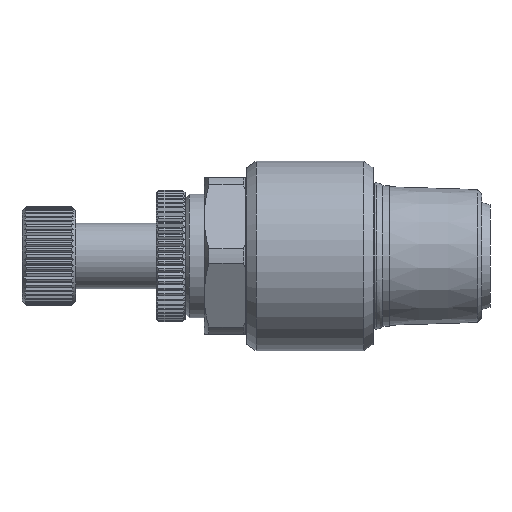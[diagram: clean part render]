
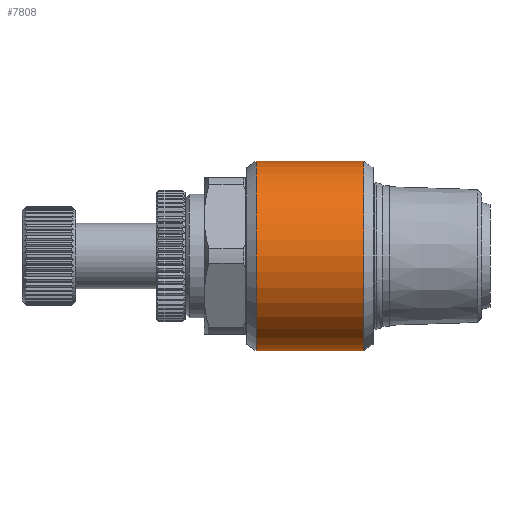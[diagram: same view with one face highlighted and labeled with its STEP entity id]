
A CAD part, left-side view. The second image highlights one B-rep face of the part: STEP entity #7808.
In plain terms, the highlighted cylindrical face has radius 11.5 mm (diameter 23 mm), a partial arc.
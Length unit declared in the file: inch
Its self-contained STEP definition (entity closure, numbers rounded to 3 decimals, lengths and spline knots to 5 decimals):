
#2073 = CARTESIAN_POINT ( 'NONE',  ( 0., 0.78543, 0.45276 ) ) ;
#2222 = VERTEX_POINT ( 'NONE', #6008 ) ;
#2226 = EDGE_CURVE ( 'NONE', #14047, #14507, #11015, .T. ) ;
#5474 = DIRECTION ( 'NONE',  ( 0., 1., 0. ) ) ;
#6008 = CARTESIAN_POINT ( 'NONE',  ( 0., 0.52756, 0.45276 ) ) ;
#7000 = DIRECTION ( 'NONE',  ( 0., 1., 0. ) ) ;
#7610 = CARTESIAN_POINT ( 'NONE',  ( 0., 0.52756, -0.45276 ) ) ;
#7808 = ADVANCED_FACE ( 'NONE', ( #16031 ), #10096, .T. ) ;
#10096 = CYLINDRICAL_SURFACE ( 'NONE', #11325, 0.45276 ) ;
#10156 = CARTESIAN_POINT ( 'NONE',  ( 0., 0.78543, -0.45276 ) ) ;
#11015 = CIRCLE ( 'NONE', #22460, 0.45276 ) ;
#11325 = AXIS2_PLACEMENT_3D ( 'NONE', #13219, #7000, #15431 ) ;
#12122 = LINE ( 'NONE', #2073, #16409 ) ;
#12330 = DIRECTION ( 'NONE',  ( 0., -1., 0. ) ) ;
#13219 = CARTESIAN_POINT ( 'NONE',  ( 0., 0.78543, 0. ) ) ;
#14047 = VERTEX_POINT ( 'NONE', #20982 ) ;
#14327 = VECTOR ( 'NONE', #24793, 39.37008 ) ;
#14423 = CARTESIAN_POINT ( 'NONE',  ( 0., 1.04331, -0.45276 ) ) ;
#14507 = VERTEX_POINT ( 'NONE', #14423 ) ;
#15431 = DIRECTION ( 'NONE',  ( 0., 0., 1. ) ) ;
#16031 = FACE_OUTER_BOUND ( 'NONE', #17339, .T. ) ;
#16409 = VECTOR ( 'NONE', #22931, 39.37008 ) ;
#16448 = EDGE_CURVE ( 'NONE', #19486, #2222, #20494, .T. ) ;
#17339 = EDGE_LOOP ( 'NONE', ( #20375, #23855, #19275, #22906 ) ) ;
#18029 = CARTESIAN_POINT ( 'NONE',  ( 0., 0.52756, 0. ) ) ;
#19275 = ORIENTED_EDGE ( 'NONE', *, *, #27120, .T. ) ;
#19486 = VERTEX_POINT ( 'NONE', #7610 ) ;
#20097 = DIRECTION ( 'NONE',  ( 0., 0., 1. ) ) ;
#20375 = ORIENTED_EDGE ( 'NONE', *, *, #21334, .F. ) ;
#20494 = CIRCLE ( 'NONE', #25156, 0.45276 ) ;
#20982 = CARTESIAN_POINT ( 'NONE',  ( 0., 1.04331, 0.45276 ) ) ;
#21334 = EDGE_CURVE ( 'NONE', #19486, #14507, #25451, .T. ) ;
#22460 = AXIS2_PLACEMENT_3D ( 'NONE', #24859, #12330, #26975 ) ;
#22906 = ORIENTED_EDGE ( 'NONE', *, *, #2226, .T. ) ;
#22931 = DIRECTION ( 'NONE',  ( 0., 1., 0. ) ) ;
#23855 = ORIENTED_EDGE ( 'NONE', *, *, #16448, .T. ) ;
#24793 = DIRECTION ( 'NONE',  ( 0., 1., 0. ) ) ;
#24859 = CARTESIAN_POINT ( 'NONE',  ( 0., 1.04331, 0. ) ) ;
#25156 = AXIS2_PLACEMENT_3D ( 'NONE', #18029, #5474, #20097 ) ;
#25451 = LINE ( 'NONE', #10156, #14327 ) ;
#26975 = DIRECTION ( 'NONE',  ( 0., 0., 1. ) ) ;
#27120 = EDGE_CURVE ( 'NONE', #2222, #14047, #12122, .T. ) ;
